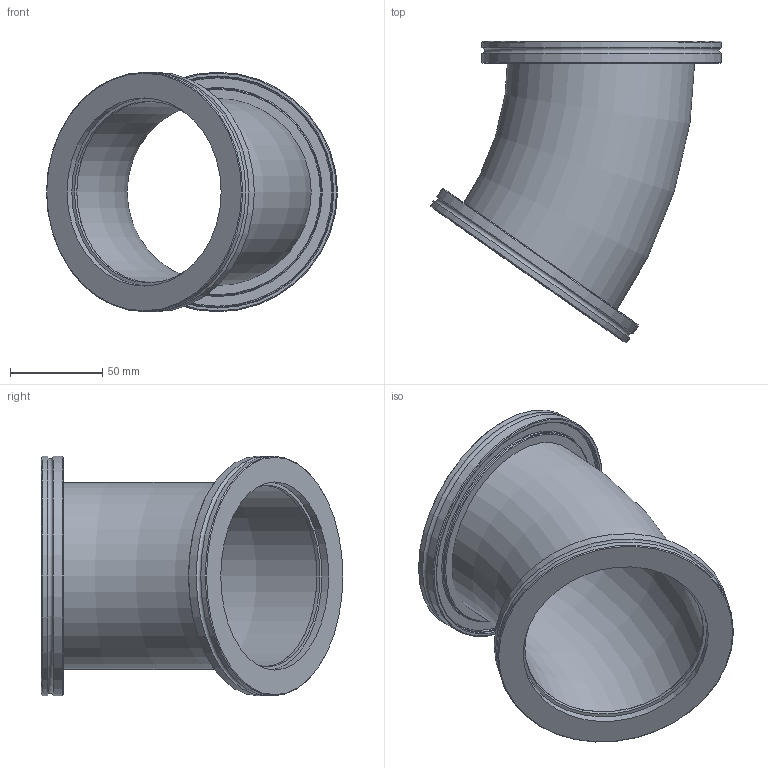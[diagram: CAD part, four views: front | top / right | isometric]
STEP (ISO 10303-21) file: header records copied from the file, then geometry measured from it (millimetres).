
FILE_DESCRIPTION(/* description */ (''),/* implementation_level */ '2;1');
FILE_NAME(/* name */ 'FL-E45-100LF.stp',/* time_stamp */ '2020-08-26T15:36:28+01:00',/* author */ ('Paul'),/* organization */ (''),/* preprocessor_version */ 'ST-DEVELOPER v18.1',/* originating_system */ 'Autodesk Inventor 2021',/* authorisation */ '');
FILE_SCHEMA (('AUTOMOTIVE_DESIGN { 1 0 10303 214 3 1 1 }'));
Length unit declared in the file: millimetre
Products named in the file (3): FL-EL45-100LF; FL-100LF-W; tube
Assembly tree (3 placements, depth 2):
  FL-EL45-100LF
    FL-100LF-W  x2
    tube
Bounding box: 157.94 x 163.79 x 130 mm (x, y, z)
Volume: 174509.1 mm3; surface area: 121038.5 mm2
Topology: 3 solids, 3 shells, 44 faces, 102 edges, 72 vertices
Faces by surface type: cylinder 14, plane 14, torus 12, cone 4
Full cylindrical faces by diameter (mm): 98.55 x2, 101.5 x2, 102.1 x2, 112.5 x2, 125 x2, 130 x4
Entity records: 841 total; most frequent: DIRECTION 159, CARTESIAN_POINT 122, ORIENTED_EDGE 108, AXIS2_PLACEMENT_3D 75, EDGE_CURVE 54, CIRCLE 45, VERTEX_POINT 38, EDGE_LOOP 32
